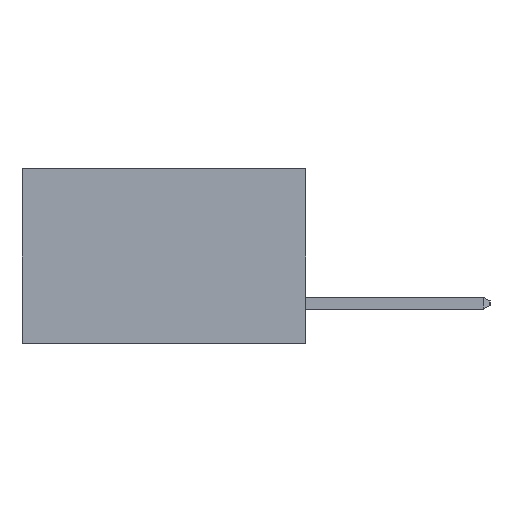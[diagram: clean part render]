
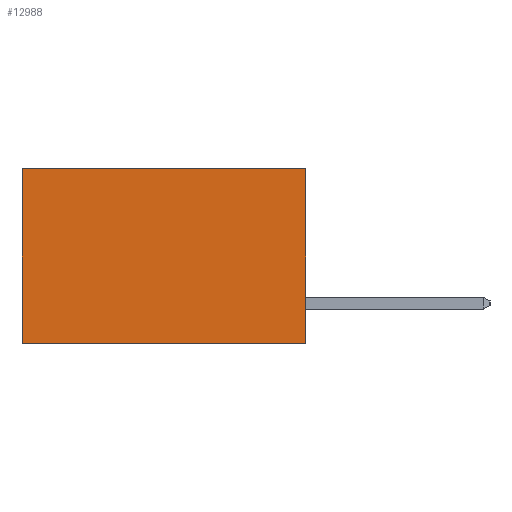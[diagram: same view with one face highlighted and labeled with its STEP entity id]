
A CAD part, left-side view. The second image highlights one B-rep face of the part: STEP entity #12988.
In plain terms, the highlighted planar face has unit normal (-1, 0, 0).
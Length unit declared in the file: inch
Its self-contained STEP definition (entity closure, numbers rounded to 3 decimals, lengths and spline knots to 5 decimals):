
#409 = LINE ( 'NONE', #6123, #4762 ) ;
#436 = EDGE_LOOP ( 'NONE', ( #9998, #8515, #1123, #17682 ) ) ;
#1123 = ORIENTED_EDGE ( 'NONE', *, *, #11263, .F. ) ;
#1574 = DIRECTION ( 'NONE',  ( 0., 0., -1. ) ) ;
#1609 = DIRECTION ( 'NONE',  ( 1., 0., 0. ) ) ;
#1613 = CARTESIAN_POINT ( 'NONE',  ( 0.2615, 0., -0.37 ) ) ;
#1642 = PLANE ( 'NONE',  #19517 ) ;
#2133 = VERTEX_POINT ( 'NONE', #15203 ) ;
#3219 = LINE ( 'NONE', #14289, #3839 ) ;
#3485 = CARTESIAN_POINT ( 'NONE',  ( 0.2615, 0.6, 0. ) ) ;
#3839 = VECTOR ( 'NONE', #14205, 39.37008 ) ;
#4033 = CARTESIAN_POINT ( 'NONE',  ( 0.2615, 0.6, -0.37 ) ) ;
#4186 = EDGE_CURVE ( 'NONE', #2133, #12842, #409, .T. ) ;
#4206 = VECTOR ( 'NONE', #9480, 39.37008 ) ;
#4762 = VECTOR ( 'NONE', #9129, 39.37008 ) ;
#5074 = EDGE_CURVE ( 'NONE', #5282, #12842, #8628, .T. ) ;
#5282 = VERTEX_POINT ( 'NONE', #3485 ) ;
#6123 = CARTESIAN_POINT ( 'NONE',  ( 0.2615, 0., -0.37 ) ) ;
#6677 = VERTEX_POINT ( 'NONE', #7234 ) ;
#7234 = CARTESIAN_POINT ( 'NONE',  ( 0.2615, 0., 0. ) ) ;
#7453 = EDGE_CURVE ( 'NONE', #6677, #5282, #3219, .T. ) ;
#7966 = VECTOR ( 'NONE', #15665, 39.37008 ) ;
#8515 = ORIENTED_EDGE ( 'NONE', *, *, #4186, .F. ) ;
#8628 = LINE ( 'NONE', #10097, #4206 ) ;
#9129 = DIRECTION ( 'NONE',  ( 0., 1., 0. ) ) ;
#9480 = DIRECTION ( 'NONE',  ( 0., 0., -1. ) ) ;
#9998 = ORIENTED_EDGE ( 'NONE', *, *, #5074, .T. ) ;
#10097 = CARTESIAN_POINT ( 'NONE',  ( 0.2615, 0.6, -0.37 ) ) ;
#11263 = EDGE_CURVE ( 'NONE', #6677, #2133, #15677, .T. ) ;
#12842 = VERTEX_POINT ( 'NONE', #4033 ) ;
#12988 = ADVANCED_FACE ( 'NONE', ( #20563 ), #1642, .F. ) ;
#14205 = DIRECTION ( 'NONE',  ( 0., 1., 0. ) ) ;
#14289 = CARTESIAN_POINT ( 'NONE',  ( 0.2615, 0., 0. ) ) ;
#15203 = CARTESIAN_POINT ( 'NONE',  ( 0.2615, 0., -0.37 ) ) ;
#15665 = DIRECTION ( 'NONE',  ( 0., 0., -1. ) ) ;
#15677 = LINE ( 'NONE', #16415, #7966 ) ;
#16415 = CARTESIAN_POINT ( 'NONE',  ( 0.2615, 0., -0.37 ) ) ;
#17682 = ORIENTED_EDGE ( 'NONE', *, *, #7453, .T. ) ;
#19517 = AXIS2_PLACEMENT_3D ( 'NONE', #1613, #1609, #1574 ) ;
#20563 = FACE_OUTER_BOUND ( 'NONE', #436, .T. ) ;
